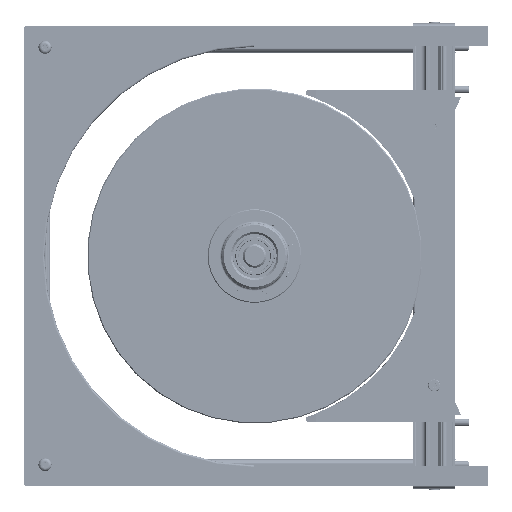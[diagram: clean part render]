
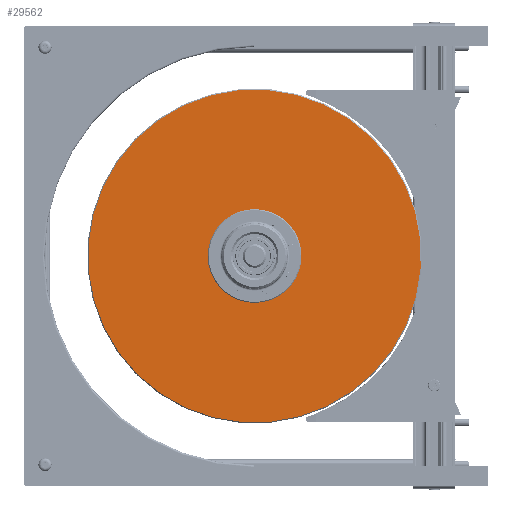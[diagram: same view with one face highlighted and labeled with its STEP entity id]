
A CAD part, front view. The second image highlights one B-rep face of the part: STEP entity #29562.
In plain terms, the highlighted face is planar.
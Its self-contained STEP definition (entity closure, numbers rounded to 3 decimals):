
#1124=FACE_BOUND('',#5221,.T.);
#1125=FACE_BOUND('',#5222,.T.);
#1126=FACE_BOUND('',#5223,.T.);
#1127=FACE_BOUND('',#5224,.T.);
#1128=FACE_BOUND('',#5225,.T.);
#1129=FACE_BOUND('',#5226,.T.);
#1130=FACE_BOUND('',#5227,.T.);
#1131=FACE_BOUND('',#5228,.T.);
#1132=FACE_BOUND('',#5229,.T.);
#3645=FACE_OUTER_BOUND('',#5220,.T.);
#5220=EDGE_LOOP('',(#24164));
#5221=EDGE_LOOP('',(#24165));
#5222=EDGE_LOOP('',(#24166));
#5223=EDGE_LOOP('',(#24167));
#5224=EDGE_LOOP('',(#24168));
#5225=EDGE_LOOP('',(#24169));
#5226=EDGE_LOOP('',(#24170));
#5227=EDGE_LOOP('',(#24171));
#5228=EDGE_LOOP('',(#24172));
#5229=EDGE_LOOP('',(#24173));
#6764=CIRCLE('',#32601,31.);
#6765=CIRCLE('',#32603,177.5);
#6766=CIRCLE('',#32604,3.3);
#6767=CIRCLE('',#32605,3.3);
#6768=CIRCLE('',#32606,3.3);
#6769=CIRCLE('',#32607,3.3);
#6770=CIRCLE('',#32608,3.3);
#6771=CIRCLE('',#32609,3.3);
#6772=CIRCLE('',#32610,3.3);
#6773=CIRCLE('',#32611,3.3);
#14023=VERTEX_POINT('',#48385);
#14024=VERTEX_POINT('',#48389);
#14025=VERTEX_POINT('',#48391);
#14026=VERTEX_POINT('',#48393);
#14027=VERTEX_POINT('',#48395);
#14028=VERTEX_POINT('',#48397);
#14029=VERTEX_POINT('',#48399);
#14030=VERTEX_POINT('',#48401);
#14031=VERTEX_POINT('',#48403);
#14032=VERTEX_POINT('',#48405);
#17619=EDGE_CURVE('',#14023,#14023,#6764,.T.);
#17621=EDGE_CURVE('',#14024,#14024,#6765,.T.);
#17622=EDGE_CURVE('',#14025,#14025,#6766,.T.);
#17623=EDGE_CURVE('',#14026,#14026,#6767,.T.);
#17624=EDGE_CURVE('',#14027,#14027,#6768,.T.);
#17625=EDGE_CURVE('',#14028,#14028,#6769,.T.);
#17626=EDGE_CURVE('',#14029,#14029,#6770,.T.);
#17627=EDGE_CURVE('',#14030,#14030,#6771,.T.);
#17628=EDGE_CURVE('',#14031,#14031,#6772,.T.);
#17629=EDGE_CURVE('',#14032,#14032,#6773,.T.);
#24164=ORIENTED_EDGE('',*,*,#17621,.F.);
#24165=ORIENTED_EDGE('',*,*,#17622,.T.);
#24166=ORIENTED_EDGE('',*,*,#17623,.T.);
#24167=ORIENTED_EDGE('',*,*,#17624,.T.);
#24168=ORIENTED_EDGE('',*,*,#17625,.T.);
#24169=ORIENTED_EDGE('',*,*,#17626,.T.);
#24170=ORIENTED_EDGE('',*,*,#17627,.T.);
#24171=ORIENTED_EDGE('',*,*,#17628,.T.);
#24172=ORIENTED_EDGE('',*,*,#17629,.T.);
#24173=ORIENTED_EDGE('',*,*,#17619,.F.);
#28413=PLANE('',#32602);
#29562=ADVANCED_FACE('',(#3645,#1124,#1125,#1126,#1127,#1128,#1129,#1130,
#1131,#1132),#28413,.T.);
#32601=AXIS2_PLACEMENT_3D('',#48386,#38700,#38701);
#32602=AXIS2_PLACEMENT_3D('',#48388,#38703,#38704);
#32603=AXIS2_PLACEMENT_3D('',#48390,#38705,#38706);
#32604=AXIS2_PLACEMENT_3D('',#48392,#38707,#38708);
#32605=AXIS2_PLACEMENT_3D('',#48394,#38709,#38710);
#32606=AXIS2_PLACEMENT_3D('',#48396,#38711,#38712);
#32607=AXIS2_PLACEMENT_3D('',#48398,#38713,#38714);
#32608=AXIS2_PLACEMENT_3D('',#48400,#38715,#38716);
#32609=AXIS2_PLACEMENT_3D('',#48402,#38717,#38718);
#32610=AXIS2_PLACEMENT_3D('',#48404,#38719,#38720);
#32611=AXIS2_PLACEMENT_3D('',#48406,#38721,#38722);
#38700=DIRECTION('center_axis',(0.,0.,-1.));
#38701=DIRECTION('ref_axis',(-1.,0.,0.));
#38703=DIRECTION('center_axis',(0.,0.,-1.));
#38704=DIRECTION('ref_axis',(-1.,0.,0.));
#38705=DIRECTION('center_axis',(0.,0.,1.));
#38706=DIRECTION('ref_axis',(-1.,0.,0.));
#38707=DIRECTION('center_axis',(0.,0.,1.));
#38708=DIRECTION('ref_axis',(1.,0.,0.));
#38709=DIRECTION('center_axis',(0.,0.,1.));
#38710=DIRECTION('ref_axis',(1.,0.,0.));
#38711=DIRECTION('center_axis',(0.,0.,1.));
#38712=DIRECTION('ref_axis',(1.,0.,0.));
#38713=DIRECTION('center_axis',(0.,0.,1.));
#38714=DIRECTION('ref_axis',(1.,0.,0.));
#38715=DIRECTION('center_axis',(0.,0.,1.));
#38716=DIRECTION('ref_axis',(1.,0.,0.));
#38717=DIRECTION('center_axis',(0.,0.,1.));
#38718=DIRECTION('ref_axis',(1.,0.,0.));
#38719=DIRECTION('center_axis',(0.,0.,1.));
#38720=DIRECTION('ref_axis',(1.,0.,0.));
#38721=DIRECTION('center_axis',(0.,0.,1.));
#38722=DIRECTION('ref_axis',(1.,0.,0.));
#48385=CARTESIAN_POINT('',(31.,0.,-5.25));
#48386=CARTESIAN_POINT('Origin',(0.,0.,-5.25));
#48388=CARTESIAN_POINT('Origin',(0.,0.,-5.25));
#48389=CARTESIAN_POINT('',(177.5,0.,-5.25));
#48390=CARTESIAN_POINT('Origin',(0.,0.,-5.25));
#48391=CARTESIAN_POINT('',(-43.3,0.,-5.25));
#48392=CARTESIAN_POINT('Origin',(-40.,0.,-5.25));
#48393=CARTESIAN_POINT('',(-3.3,-40.,-5.25));
#48394=CARTESIAN_POINT('Origin',(0.,-40.,-5.25));
#48395=CARTESIAN_POINT('',(-31.584,-28.284,-5.25));
#48396=CARTESIAN_POINT('Origin',(-28.284,-28.284,-5.25));
#48397=CARTESIAN_POINT('',(24.984,-28.284,-5.25));
#48398=CARTESIAN_POINT('Origin',(28.284,-28.284,-5.25));
#48399=CARTESIAN_POINT('',(36.7,0.,-5.25));
#48400=CARTESIAN_POINT('Origin',(40.,0.,-5.25));
#48401=CARTESIAN_POINT('',(24.984,28.284,-5.25));
#48402=CARTESIAN_POINT('Origin',(28.284,28.284,-5.25));
#48403=CARTESIAN_POINT('',(-3.3,40.,-5.25));
#48404=CARTESIAN_POINT('Origin',(0.,40.,-5.25));
#48405=CARTESIAN_POINT('',(-31.584,28.284,-5.25));
#48406=CARTESIAN_POINT('Origin',(-28.284,28.284,-5.25));
